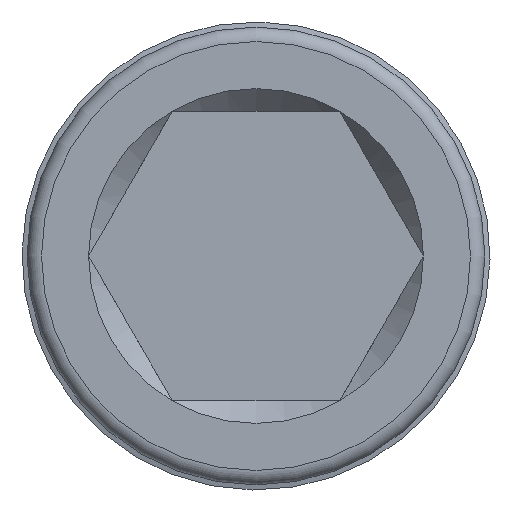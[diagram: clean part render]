
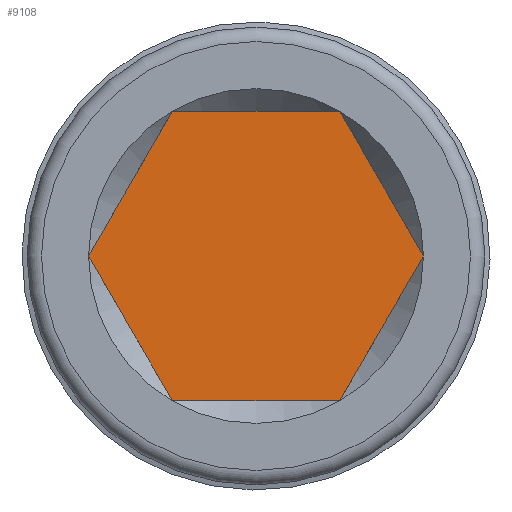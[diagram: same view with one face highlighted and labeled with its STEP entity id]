
A CAD part, left-side view. The second image highlights one B-rep face of the part: STEP entity #9108.
In plain terms, the highlighted planar face has unit normal (-1, 0, 0).
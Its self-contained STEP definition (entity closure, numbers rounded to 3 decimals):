
#313=PLANE('',#9770);
#1176=FACE_OUTER_BOUND('',#1711,.T.);
#1711=EDGE_LOOP('',(#6282,#6283));
#3298=CIRCLE('',#9768,6.05);
#3299=CIRCLE('',#9769,6.05);
#3829=VERTEX_POINT('',#19438);
#3830=VERTEX_POINT('',#19439);
#4794=EDGE_CURVE('',#3829,#3830,#3298,.T.);
#4796=EDGE_CURVE('',#3830,#3829,#3299,.T.);
#6282=ORIENTED_EDGE('',*,*,#4794,.F.);
#6283=ORIENTED_EDGE('',*,*,#4796,.F.);
#9108=ADVANCED_FACE('',(#1176),#313,.T.);
#9768=AXIS2_PLACEMENT_3D('',#19440,#10580,#10581);
#9769=AXIS2_PLACEMENT_3D('',#19442,#10583,#10584);
#9770=AXIS2_PLACEMENT_3D('',#19443,#10585,#10586);
#10580=DIRECTION('center_axis',(1.,0.,0.));
#10581=DIRECTION('ref_axis',(0.,-1.,0.));
#10583=DIRECTION('center_axis',(1.,0.,0.));
#10584=DIRECTION('ref_axis',(0.,-1.,0.));
#10585=DIRECTION('center_axis',(-1.,0.,0.));
#10586=DIRECTION('ref_axis',(0.,0.,1.));
#19438=CARTESIAN_POINT('',(10.,-6.05,0.));
#19439=CARTESIAN_POINT('',(10.,6.05,0.));
#19440=CARTESIAN_POINT('Origin',(10.,0.,0.));
#19442=CARTESIAN_POINT('Origin',(10.,0.,0.));
#19443=CARTESIAN_POINT('Origin',(10.,-5.425,0.));
